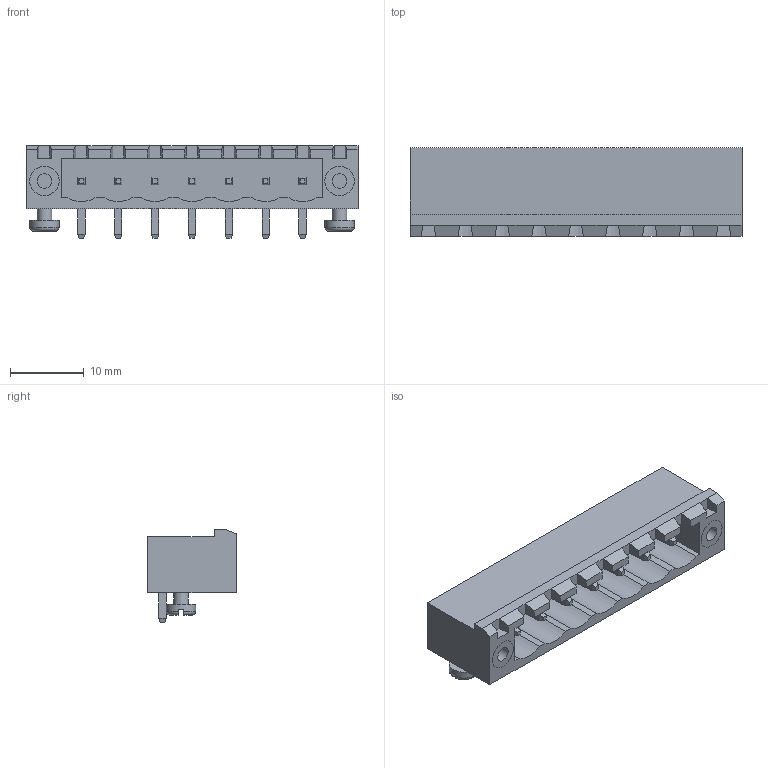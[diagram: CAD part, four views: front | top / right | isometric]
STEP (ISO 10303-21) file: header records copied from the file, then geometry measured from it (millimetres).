
FILE_DESCRIPTION(/* description */ ('model of PhoenixContact_MSTB-GF_07x5.00mm_Angled_ThreadedFlange_MountHole.'),/* implementation_level */ FILE_NAME(/* name */ 'PhoenixContact_MSTB-GF_07x5.00mm_Angled_ThreadedFlange_MountHole..stp',/* time_stamp */ '2017-02-24T03:02:06',/* author */ ('Rene Poeschl',''),/* organization */ (''),/* preprocessor_version */ '',/* originating_system */ '',/* authorisation */ '');
FILE_NAME(/* name */ 'PhoenixContact_MSTB-GF_07x5.00mm_Angled_ThreadedFlange_MountHole..stp',/* time_stamp */ '2017-02-24T03:02:06',/* author */ ('Rene Poeschl',''),/* organization */ (''),/* preprocessor_version */ '',/* originating_system */ '',/* authorisation */ '');
FILE_SCHEMA(('AUTOMOTIVE_DESIGN_CC2 { 1 2 10303 214 -1 1 5 4 }'));
Length unit declared in the file: millimetre
Products named in the file (1): MSTB_01x07_GF_5_00mm_MH
Bounding box: 45 x 12 x 12.6 mm (x, y, z)
Volume: 2575.7 mm3; surface area: 3170.6 mm2
Topology: 1 solids, 1 shells, 224 faces, 530 edges, 330 vertices
Faces by surface type: plane 207, cylinder 13, torus 4
Full cylindrical faces by diameter (mm): 2 x4, 4 x2
Entity records: 16958 total; most frequent: CARTESIAN_POINT 4793, DIRECTION 1880, LINE 1320, VECTOR 1320, ORIENTED_EDGE 1060, PCURVE 1060, DEFINITIONAL_REPRESENTATION 1060, EDGE_CURVE 530
